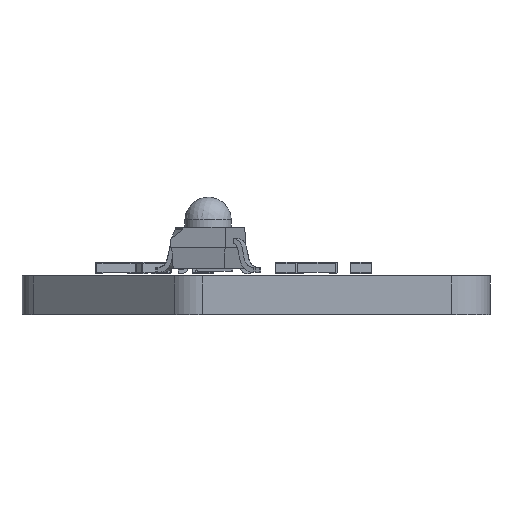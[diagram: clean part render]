
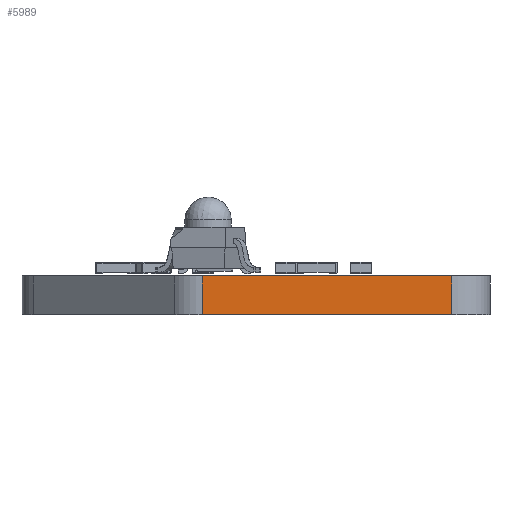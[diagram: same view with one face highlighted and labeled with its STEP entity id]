
A CAD part, left-side view. The second image highlights one B-rep face of the part: STEP entity #5989.
In plain terms, the highlighted planar face has unit normal (-1, 0, 0).
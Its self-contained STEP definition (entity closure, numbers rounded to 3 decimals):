
#5962 = VERTEX_POINT('',#5963);
#5963 = CARTESIAN_POINT('',(79.52,-83.137,1.51));
#5970 = EDGE_CURVE('',#5971,#5962,#5973,.T.);
#5971 = VERTEX_POINT('',#5972);
#5972 = CARTESIAN_POINT('',(79.52,-83.137,0.));
#5973 = LINE('',#5974,#5975);
#5974 = CARTESIAN_POINT('',(79.52,-83.137,0.));
#5975 = VECTOR('',#5976,1.);
#5976 = DIRECTION('',(0.,0.,1.));
#5989 = ADVANCED_FACE('',(#5990),#6015,.T.);
#5990 = FACE_BOUND('',#5991,.T.);
#5991 = EDGE_LOOP('',(#5992,#5993,#6001,#6009));
#5992 = ORIENTED_EDGE('',*,*,#5970,.T.);
#5993 = ORIENTED_EDGE('',*,*,#5994,.T.);
#5994 = EDGE_CURVE('',#5962,#5995,#5997,.T.);
#5995 = VERTEX_POINT('',#5996);
#5996 = CARTESIAN_POINT('',(79.52,-73.45,1.51));
#5997 = LINE('',#5998,#5999);
#5998 = CARTESIAN_POINT('',(79.52,-83.137,1.51));
#5999 = VECTOR('',#6000,1.);
#6000 = DIRECTION('',(0.,1.,0.));
#6001 = ORIENTED_EDGE('',*,*,#6002,.F.);
#6002 = EDGE_CURVE('',#6003,#5995,#6005,.T.);
#6003 = VERTEX_POINT('',#6004);
#6004 = CARTESIAN_POINT('',(79.52,-73.45,0.));
#6005 = LINE('',#6006,#6007);
#6006 = CARTESIAN_POINT('',(79.52,-73.45,0.));
#6007 = VECTOR('',#6008,1.);
#6008 = DIRECTION('',(0.,0.,1.));
#6009 = ORIENTED_EDGE('',*,*,#6010,.F.);
#6010 = EDGE_CURVE('',#5971,#6003,#6011,.T.);
#6011 = LINE('',#6012,#6013);
#6012 = CARTESIAN_POINT('',(79.52,-83.137,0.));
#6013 = VECTOR('',#6014,1.);
#6014 = DIRECTION('',(0.,1.,0.));
#6015 = PLANE('',#6016);
#6016 = AXIS2_PLACEMENT_3D('',#6017,#6018,#6019);
#6017 = CARTESIAN_POINT('',(79.52,-83.137,0.));
#6018 = DIRECTION('',(-1.,0.,0.));
#6019 = DIRECTION('',(0.,1.,0.));
